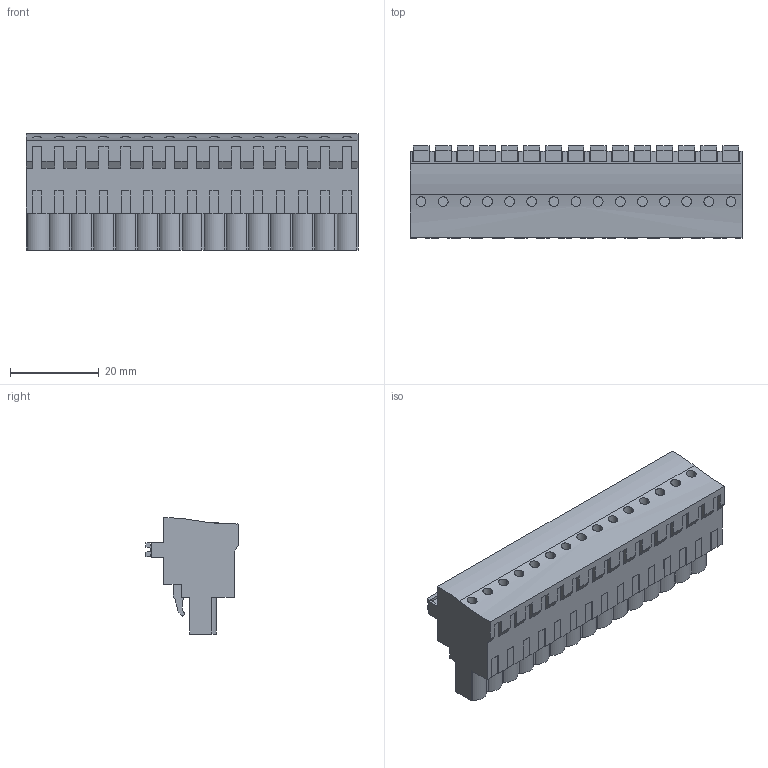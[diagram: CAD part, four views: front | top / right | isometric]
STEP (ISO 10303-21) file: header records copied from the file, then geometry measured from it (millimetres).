
FILE_DESCRIPTION(('CATIA V5 STEP Exchange','CAx-IF Rec.Pracs.--- Model Styling and Organization---1.2---2011-12-15'),'2;1');
FILE_NAME ('D1461072_0_1980300000_1980300000.stp','2017-09-23T15:03:42+00:00',('none'),('Weidmueller'),'CATIA Version 5-6 Release 2014','CATIA V5 STEP AP214','none');
FILE_SCHEMA(('AUTOMOTIVE_DESIGN { 1 0 10303 214 1 1 1 1 }'));
Length unit declared in the file: millimetre
Products named in the file (1): 1980300000
Bounding box: 75 x 20.79 x 26.24 mm (x, y, z)
Volume: 22681.6 mm3; surface area: 10084.8 mm2
Topology: 16 solids, 16 shells, 947 faces, 2713 edges, 1858 vertices
Faces by surface type: plane 759, cylinder 180, extrusion 8
Entity records: 28606 total; most frequent: CARTESIAN_POINT 5604, ORIENTED_EDGE 5426, DIRECTION 3617, EDGE_CURVE 2713, VECTOR 2295, LINE 2287, VERTEX_POINT 1858, EDGE_LOOP 1007
